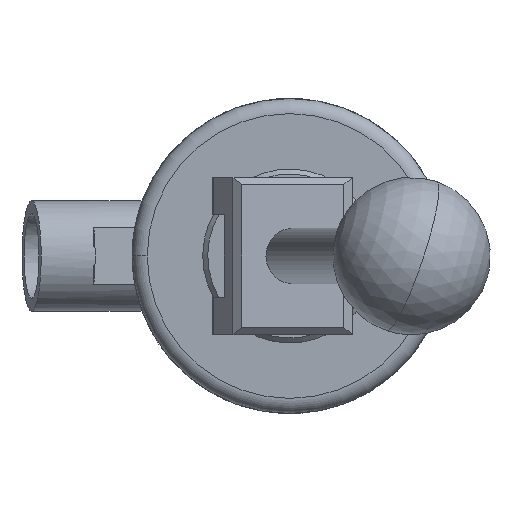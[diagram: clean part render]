
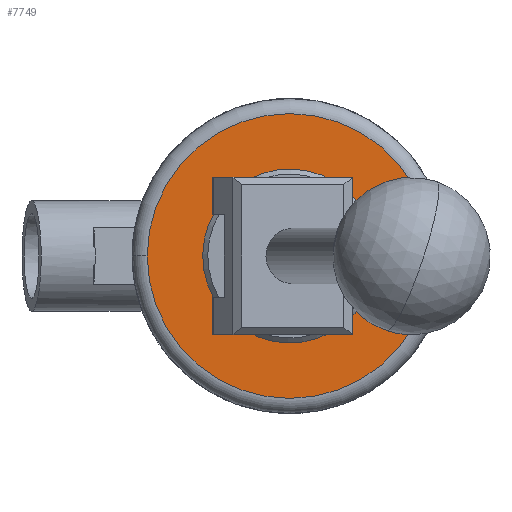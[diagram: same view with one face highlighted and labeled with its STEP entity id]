
A CAD part, front view. The second image highlights one B-rep face of the part: STEP entity #7749.
In plain terms, the highlighted planar face has unit normal (0, -1, 0).
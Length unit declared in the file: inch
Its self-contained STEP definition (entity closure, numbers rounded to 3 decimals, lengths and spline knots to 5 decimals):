
#279 = ORIENTED_EDGE ( 'NONE', *, *, #8023, .F. ) ;
#280 = FACE_BOUND ( 'NONE', #6385, .T. ) ;
#394 = AXIS2_PLACEMENT_3D ( 'NONE', #6274, #4546, #6579 ) ;
#944 = CIRCLE ( 'NONE', #11930, 0.348 ) ;
#1419 = CARTESIAN_POINT ( 'NONE',  ( 0., 0., 0. ) ) ;
#1589 = DIRECTION ( 'NONE',  ( 0., -1., 0. ) ) ;
#2271 = ORIENTED_EDGE ( 'NONE', *, *, #18366, .F. ) ;
#2686 = CARTESIAN_POINT ( 'NONE',  ( 1.13, 0., 0. ) ) ;
#2722 = AXIS2_PLACEMENT_3D ( 'NONE', #15916, #6943, #14700 ) ;
#4546 = DIRECTION ( 'NONE',  ( 0., -1., 0. ) ) ;
#4812 = CARTESIAN_POINT ( 'NONE',  ( 0., 0., 0. ) ) ;
#5232 = CARTESIAN_POINT ( 'NONE',  ( 0., 0., 0. ) ) ;
#5928 = AXIS2_PLACEMENT_3D ( 'NONE', #1419, #6371, #7593 ) ;
#6274 = CARTESIAN_POINT ( 'NONE',  ( 0., 0., -0.348 ) ) ;
#6371 = DIRECTION ( 'NONE',  ( 0., -1., 0. ) ) ;
#6385 = EDGE_LOOP ( 'NONE', ( #279, #2271 ) ) ;
#6579 = DIRECTION ( 'NONE',  ( 1., 0., 0. ) ) ;
#6943 = DIRECTION ( 'NONE',  ( 0., -1., 0. ) ) ;
#7593 = DIRECTION ( 'NONE',  ( 1., 0., 0. ) ) ;
#7749 = ADVANCED_FACE ( 'NONE', ( #18498, #280 ), #18703, .T. ) ;
#7776 = ORIENTED_EDGE ( 'NONE', *, *, #11014, .T. ) ;
#8023 = EDGE_CURVE ( 'NONE', #17050, #18244, #8830, .T. ) ;
#8216 = EDGE_LOOP ( 'NONE', ( #16791, #7776 ) ) ;
#8830 = CIRCLE ( 'NONE', #5928, 0.348 ) ;
#9584 = DIRECTION ( 'NONE',  ( 1., 0., 0. ) ) ;
#11014 = EDGE_CURVE ( 'NONE', #18975, #14619, #14583, .T. ) ;
#11498 = DIRECTION ( 'NONE',  ( 1., 0., 0. ) ) ;
#11930 = AXIS2_PLACEMENT_3D ( 'NONE', #5232, #14510, #11498 ) ;
#13097 = EDGE_CURVE ( 'NONE', #14619, #18975, #18205, .T. ) ;
#13528 = CARTESIAN_POINT ( 'NONE',  ( -0.348, 0., 0. ) ) ;
#14510 = DIRECTION ( 'NONE',  ( 0., -1., 0. ) ) ;
#14583 = CIRCLE ( 'NONE', #16522, 1.13 ) ;
#14619 = VERTEX_POINT ( 'NONE', #2686 ) ;
#14700 = DIRECTION ( 'NONE',  ( 1., 0., 0. ) ) ;
#15916 = CARTESIAN_POINT ( 'NONE',  ( 0., 0., 0. ) ) ;
#16234 = CARTESIAN_POINT ( 'NONE',  ( -1.13, 0., 0. ) ) ;
#16522 = AXIS2_PLACEMENT_3D ( 'NONE', #4812, #1589, #9584 ) ;
#16791 = ORIENTED_EDGE ( 'NONE', *, *, #13097, .T. ) ;
#17050 = VERTEX_POINT ( 'NONE', #18081 ) ;
#18081 = CARTESIAN_POINT ( 'NONE',  ( 0.348, 0., 0. ) ) ;
#18205 = CIRCLE ( 'NONE', #2722, 1.13 ) ;
#18244 = VERTEX_POINT ( 'NONE', #13528 ) ;
#18366 = EDGE_CURVE ( 'NONE', #18244, #17050, #944, .T. ) ;
#18498 = FACE_OUTER_BOUND ( 'NONE', #8216, .T. ) ;
#18703 = PLANE ( 'NONE',  #394 ) ;
#18975 = VERTEX_POINT ( 'NONE', #16234 ) ;
